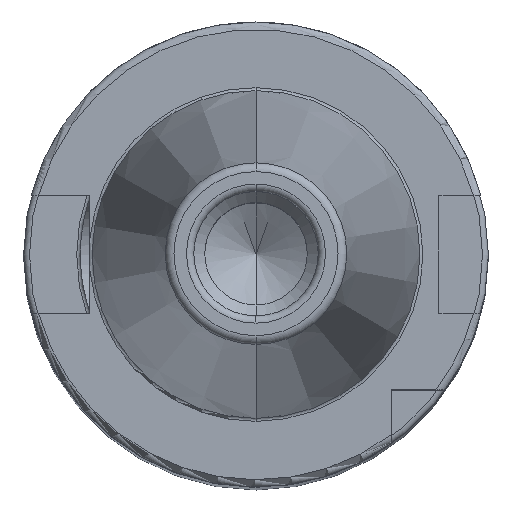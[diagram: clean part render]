
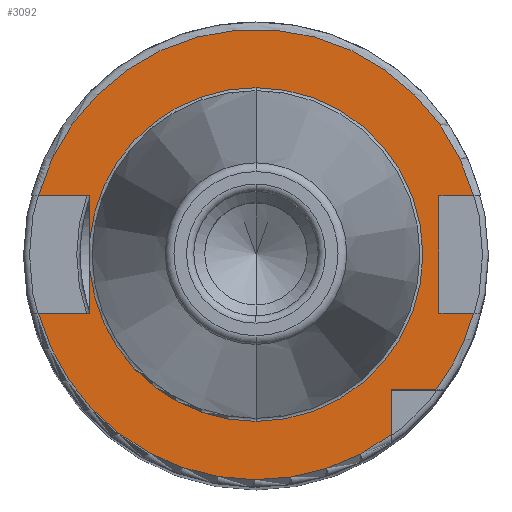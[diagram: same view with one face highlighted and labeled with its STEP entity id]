
A CAD part, top view. The second image highlights one B-rep face of the part: STEP entity #3092.
In plain terms, the highlighted planar face has unit normal (0, 0, 1).
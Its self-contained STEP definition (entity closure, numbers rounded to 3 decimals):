
#273=CARTESIAN_POINT('',(0,0,15.9));
#274=DIRECTION('',(0,0,-1));
#275=DIRECTION('',(0,1,0));
#276=AXIS2_PLACEMENT_3D('',#273,#274,#275);
#288=CARTESIAN_POINT('',(0,0,15.9));
#289=DIRECTION('',(0,0,1));
#290=DIRECTION('',(0,1,0));
#291=AXIS2_PLACEMENT_3D('',#288,#289,#290);
#303=CARTESIAN_POINT('',(0,0,15.9));
#304=DIRECTION('',(0,0,1));
#305=DIRECTION('',(-0.996,-0.094,0));
#306=AXIS2_PLACEMENT_3D('',#303,#304,#305);
#1181=CARTESIAN_POINT('',(0,0,15.9));
#1182=DIRECTION('',(0,0,1));
#1183=DIRECTION('',(0.965,0.262,0));
#1184=AXIS2_PLACEMENT_3D('',#1181,#1182,#1183);
#1232=CARTESIAN_POINT('',(0,0,15.9));
#1233=DIRECTION('',(0,0,1));
#1234=DIRECTION('',(-0.965,-0.262,0));
#1235=AXIS2_PLACEMENT_3D('',#1232,#1233,#1234);
#1248=DIRECTION('',(1,0,0));
#1249=VECTOR('',#1248,7.004);
#1250=CARTESIAN_POINT('',(-29.704,-8.05,15.9));
#1251=LINE('',#1250,#1249);
#1252=DIRECTION('',(0,1,0));
#1253=VECTOR('',#1252,5.917);
#1254=CARTESIAN_POINT('',(-22.7,-8.05,15.9));
#1255=LINE('',#1254,#1253);
#1256=DIRECTION('',(0,1,0));
#1257=VECTOR('',#1256,5.917);
#1258=CARTESIAN_POINT('',(-22.7,2.133,15.9));
#1259=LINE('',#1258,#1257);
#1260=DIRECTION('',(1,0,0));
#1261=VECTOR('',#1260,7.004);
#1262=CARTESIAN_POINT('',(-29.704,8.05,15.9));
#1263=LINE('',#1262,#1261);
#1264=DIRECTION('',(-1,0,0));
#1265=VECTOR('',#1264,4.704);
#1266=CARTESIAN_POINT('',(29.704,8.05,15.9));
#1267=LINE('',#1266,#1265);
#1268=DIRECTION('',(0,-1,0));
#1269=VECTOR('',#1268,16.1);
#1270=CARTESIAN_POINT('',(25,8.05,15.9));
#1271=LINE('',#1270,#1269);
#1272=DIRECTION('',(-1,0,0));
#1273=VECTOR('',#1272,4.704);
#1274=CARTESIAN_POINT('',(29.704,-8.05,15.9));
#1275=LINE('',#1274,#1273);
#1276=CARTESIAN_POINT('',(0,0,15.9));
#1277=DIRECTION('',(0,0,1));
#1278=DIRECTION('',(0.799,-0.601,0));
#1279=AXIS2_PLACEMENT_3D('',#1276,#1277,#1278);
#1281=DIRECTION('',(-1,0,0));
#1282=VECTOR('',#1281,6.094);
#1283=CARTESIAN_POINT('',(24.594,-18.5,15.9));
#1284=LINE('',#1283,#1282);
#1285=DIRECTION('',(0,1,0));
#1286=VECTOR('',#1285,6.094);
#1287=CARTESIAN_POINT('',(18.5,-24.594,15.9));
#1288=LINE('',#1287,#1286);
#1381=CARTESIAN_POINT('',(0,22.8,15.9));
#1383=VERTEX_POINT('',#1381);
#1405=CARTESIAN_POINT('',(0,-22.8,15.9));
#1407=VERTEX_POINT('',#1405);
#1545=CARTESIAN_POINT('',(-29.704,-8.05,15.9));
#1546=CARTESIAN_POINT('',(-22.7,-8.05,15.9));
#1547=VERTEX_POINT('',#1545);
#1548=VERTEX_POINT('',#1546);
#1549=CARTESIAN_POINT('',(-22.7,-2.133,15.9));
#1550=VERTEX_POINT('',#1549);
#1551=CARTESIAN_POINT('',(-22.7,2.133,15.9));
#1552=CARTESIAN_POINT('',(-22.7,8.05,15.9));
#1553=VERTEX_POINT('',#1551);
#1554=VERTEX_POINT('',#1552);
#1555=CARTESIAN_POINT('',(-29.704,8.05,15.9));
#1556=VERTEX_POINT('',#1555);
#1557=CARTESIAN_POINT('',(25,8.05,15.9));
#1558=CARTESIAN_POINT('',(25,-8.05,15.9));
#1559=VERTEX_POINT('',#1557);
#1560=VERTEX_POINT('',#1558);
#1561=CARTESIAN_POINT('',(29.704,-8.05,15.9));
#1562=VERTEX_POINT('',#1561);
#1563=CARTESIAN_POINT('',(29.704,8.05,15.9));
#1564=VERTEX_POINT('',#1563);
#1565=CARTESIAN_POINT('',(18.5,-24.594,15.9));
#1566=CARTESIAN_POINT('',(18.5,-18.5,15.9));
#1567=VERTEX_POINT('',#1565);
#1568=VERTEX_POINT('',#1566);
#1569=CARTESIAN_POINT('',(24.594,-18.5,15.9));
#1570=VERTEX_POINT('',#1569);
#3068=CARTESIAN_POINT('',(0,0,15.9));
#3069=DIRECTION('',(0,0,-1));
#3070=DIRECTION('',(0,-1,0));
#3071=AXIS2_PLACEMENT_3D('',#3068,#3069,#3070);
#3072=PLANE('',#3071);
#3073=ORIENTED_EDGE('',*,*,#2146,.T.);
#3074=ORIENTED_EDGE('',*,*,#2131,.T.);
#3075=ORIENTED_EDGE('',*,*,#2104,.T.);
#3076=ORIENTED_EDGE('',*,*,#2084,.F.);
#3077=ORIENTED_EDGE('',*,*,#2099,.T.);
#3078=ORIENTED_EDGE('',*,*,#2128,.T.);
#3079=ORIENTED_EDGE('',*,*,#2519,.F.);
#3080=ORIENTED_EDGE('',*,*,#3046,.F.);
#3082=ORIENTED_EDGE('',*,*,#3081,.T.);
#3084=ORIENTED_EDGE('',*,*,#3083,.T.);
#3085=ORIENTED_EDGE('',*,*,#2594,.F.);
#3086=ORIENTED_EDGE('',*,*,#3036,.F.);
#3087=ORIENTED_EDGE('',*,*,#2651,.T.);
#3088=ORIENTED_EDGE('',*,*,#2702,.F.);
#3089=ORIENTED_EDGE('',*,*,#3062,.F.);
#3090=EDGE_LOOP('',(#3073,#3074,#3075,#3076,#3077,#3078,#3079,#3080,#3082,#3084,
#3085,#3086,#3087,#3088,#3089));
#3091=FACE_OUTER_BOUND('',#3090,.F.);
#3092=ADVANCED_FACE('',(#3091),#3072,.F.);
#277=CIRCLE('',#276,22.8);
#292=CIRCLE('',#291,22.8);
#307=CIRCLE('',#306,22.8);
#1185=CIRCLE('',#1184,30.775);
#1236=CIRCLE('',#1235,30.775);
#1280=CIRCLE('',#1279,30.775);
#2084=EDGE_CURVE('',#1383,#1407,#277,.T.);
#2099=EDGE_CURVE('',#1383,#1553,#292,.T.);
#2104=EDGE_CURVE('',#1550,#1407,#307,.T.);
#2128=EDGE_CURVE('',#1553,#1554,#1259,.T.);
#2131=EDGE_CURVE('',#1548,#1550,#1255,.T.);
#2146=EDGE_CURVE('',#1547,#1548,#1251,.T.);
#2519=EDGE_CURVE('',#1556,#1554,#1263,.T.);
#2594=EDGE_CURVE('',#1562,#1560,#1275,.T.);
#2651=EDGE_CURVE('',#1570,#1568,#1284,.T.);
#2702=EDGE_CURVE('',#1567,#1568,#1288,.T.);
#3036=EDGE_CURVE('',#1570,#1562,#1280,.T.);
#3046=EDGE_CURVE('',#1564,#1556,#1185,.T.);
#3062=EDGE_CURVE('',#1547,#1567,#1236,.T.);
#3081=EDGE_CURVE('',#1564,#1559,#1267,.T.);
#3083=EDGE_CURVE('',#1559,#1560,#1271,.T.);
